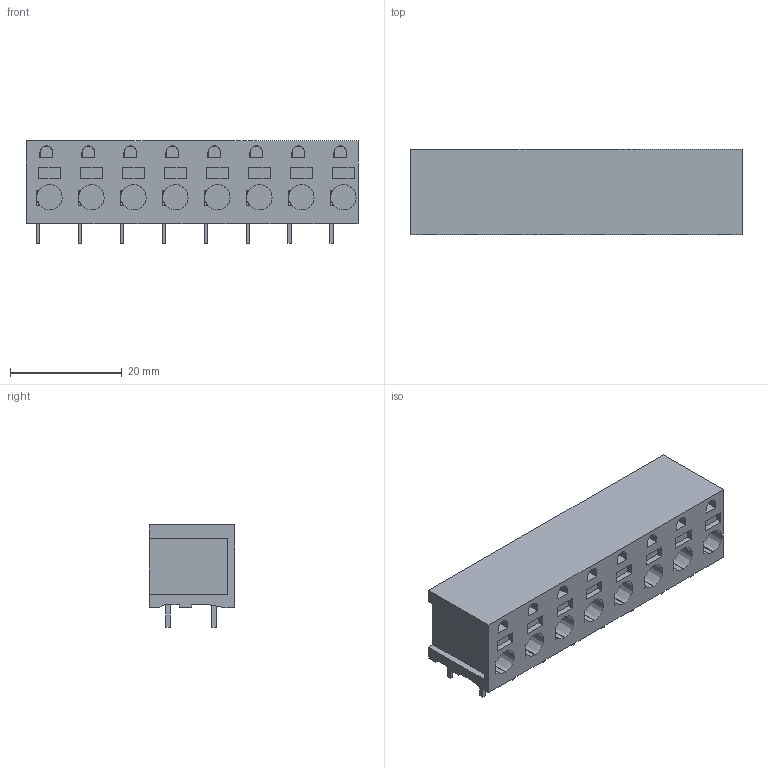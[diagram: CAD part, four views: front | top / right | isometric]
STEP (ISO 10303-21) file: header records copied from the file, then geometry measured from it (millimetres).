
FILE_DESCRIPTION(('CATIA V5R24 STEP','CAx-IF Rec.Pracs.--- Model Styling and Organization---1.4--- 2014-01-23'),'2;1');
FILE_NAME ('1115300-1_0', '2020-02-04T07:36:10+00:00', ('Weidmueller Interface'), ('Weidmueller'), 'CATIA Version 5-6 Release 2016 SP3 HF44', 'CATIA V5 STEP AP214', 'none');
FILE_SCHEMA(('AUTOMOTIVE_DESIGN { 1 0 10303 214 1 1 1 1 }'));
Length unit declared in the file: millimetre
Products named in the file (1): 2667480000
Bounding box: 59.3 x 15.2 x 18.3 mm (x, y, z)
Volume: 12317.7 mm3; surface area: 5092.1 mm2
Topology: 17 solids, 17 shells, 532 faces, 1390 edges, 916 vertices
Faces by surface type: plane 412, extrusion 88, cylinder 24, cone 8
Entity records: 16047 total; most frequent: CARTESIAN_POINT 4310, ORIENTED_EDGE 2780, DIRECTION 1679, EDGE_CURVE 1390, VECTOR 1247, LINE 1159, VERTEX_POINT 916, EDGE_LOOP 556
